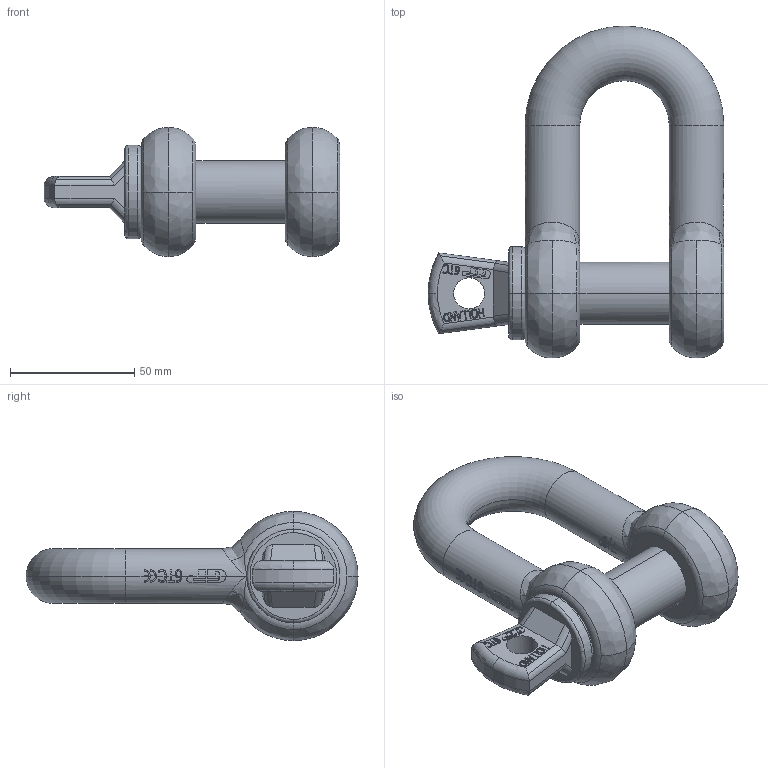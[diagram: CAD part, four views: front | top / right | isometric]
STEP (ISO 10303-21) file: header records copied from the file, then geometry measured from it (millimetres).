
FILE_DESCRIPTION(('STEP AP214'),'1');
FILE_NAME('gpgdbb22.stp','2017-04-07T04:17:06',('TraceParts'),('TraceParts S.A.'),'Spatial InterOp 3D',' ',' ');
FILE_SCHEMA(('automotive_design'));
Length unit declared in the file: millimetre
Products named in the file (2): gpgdbb22_1; gpgdbb22_2
Bounding box: 119 x 133.5 x 52 mm (x, y, z)
Volume: 183012.2 mm3; surface area: 39108 mm2
Topology: 2 solids, 2 shells, 612 faces, 2000 edges, 1406 vertices
Faces by surface type: bspline 234, plane 224, cylinder 127, torus 24, cone 3
Entity records: 31386 total; most frequent: CARTESIAN_POINT 11956, ORIENTED_EDGE 3984, EDGE_CURVE 1992, DIRECTION 1561, VERTEX_POINT 1406, B_SPLINE_CURVE_WITH_KNOTS 1266, EDGE_LOOP 640, STYLED_ITEM 614
